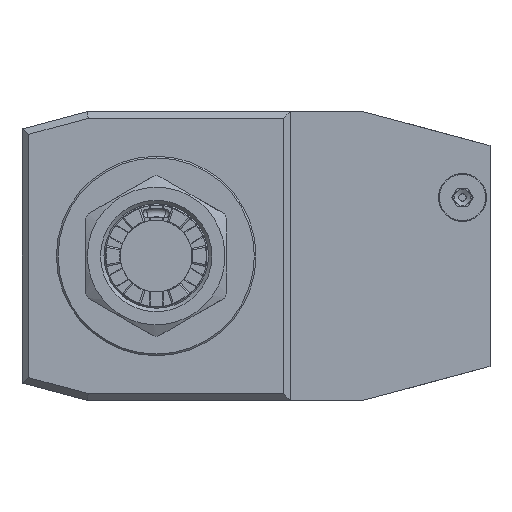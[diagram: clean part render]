
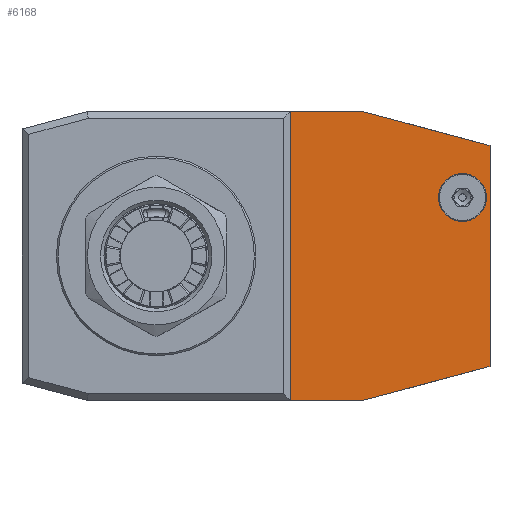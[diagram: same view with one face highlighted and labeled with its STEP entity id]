
A CAD part, left-side view. The second image highlights one B-rep face of the part: STEP entity #6168.
In plain terms, the highlighted planar face has unit normal (-1, 0, 0).
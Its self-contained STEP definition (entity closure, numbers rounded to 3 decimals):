
#344=LINE('',#8922,#893);
#345=LINE('',#8925,#894);
#346=LINE('',#8927,#895);
#347=LINE('',#8929,#896);
#348=LINE('',#8931,#897);
#349=LINE('',#8933,#898);
#893=VECTOR('',#7165,1000.);
#894=VECTOR('',#7166,1000.);
#895=VECTOR('',#7167,1000.);
#896=VECTOR('',#7168,1000.);
#897=VECTOR('',#7169,1000.);
#898=VECTOR('',#7170,1000.);
#1442=ORIENTED_EDGE('',*,*,#3296,.T.);
#1443=ORIENTED_EDGE('',*,*,#3297,.T.);
#1444=ORIENTED_EDGE('',*,*,#3298,.T.);
#1445=ORIENTED_EDGE('',*,*,#3299,.T.);
#1446=ORIENTED_EDGE('',*,*,#3300,.T.);
#1447=ORIENTED_EDGE('',*,*,#3301,.T.);
#1448=ORIENTED_EDGE('',*,*,#3302,.F.);
#3296=EDGE_CURVE('',#4223,#4223,#4852,.T.);
#3297=EDGE_CURVE('',#4224,#4225,#344,.T.);
#3298=EDGE_CURVE('',#4225,#4226,#345,.T.);
#3299=EDGE_CURVE('',#4226,#4227,#346,.T.);
#3300=EDGE_CURVE('',#4227,#4228,#347,.T.);
#3301=EDGE_CURVE('',#4228,#4229,#348,.T.);
#3302=EDGE_CURVE('',#4224,#4229,#349,.T.);
#4223=VERTEX_POINT('',#8921);
#4224=VERTEX_POINT('',#8923);
#4225=VERTEX_POINT('',#8924);
#4226=VERTEX_POINT('',#8926);
#4227=VERTEX_POINT('',#8928);
#4228=VERTEX_POINT('',#8930);
#4229=VERTEX_POINT('',#8932);
#4852=CIRCLE('',#6556,7.);
#5057=EDGE_LOOP('',(#1442));
#5058=EDGE_LOOP('',(#1443,#1444,#1445,#1446,#1447,#1448));
#5500=FACE_BOUND('',#5057,.T.);
#5501=FACE_BOUND('',#5058,.T.);
#5944=PLANE('',#6555);
#6168=ADVANCED_FACE('',(#5500,#5501),#5944,.F.);
#6555=AXIS2_PLACEMENT_3D('',#8919,#7161,#7162);
#6556=AXIS2_PLACEMENT_3D('',#8920,#7163,#7164);
#7161=DIRECTION('',(1.,0.,0.));
#7162=DIRECTION('',(0.,0.,-1.));
#7163=DIRECTION('',(1.,0.,0.));
#7164=DIRECTION('',(0.,0.,-1.));
#7165=DIRECTION('',(0.,-1.,0.));
#7166=DIRECTION('',(0.,-0.966,0.259));
#7167=DIRECTION('',(0.,0.,1.));
#7168=DIRECTION('',(0.,0.966,0.259));
#7169=DIRECTION('',(0.,1.,0.));
#7170=DIRECTION('',(0.,0.,1.));
#8919=CARTESIAN_POINT('',(-74.,-47.,-129.453));
#8920=CARTESIAN_POINT('',(-74.,-39.,17.));
#8921=CARTESIAN_POINT('',(-74.,-39.,10.));
#8922=CARTESIAN_POINT('',(-74.,-47.,-42.));
#8923=CARTESIAN_POINT('',(-74.,11.,-42.));
#8924=CARTESIAN_POINT('',(-74.,-10.,-42.));
#8925=CARTESIAN_POINT('',(-74.,-47.,-32.086));
#8926=CARTESIAN_POINT('',(-74.,-47.,-32.086));
#8927=CARTESIAN_POINT('',(-74.,-47.,-129.453));
#8928=CARTESIAN_POINT('',(-74.,-47.,32.086));
#8929=CARTESIAN_POINT('',(-74.,-10.,42.));
#8930=CARTESIAN_POINT('',(-74.,-10.,42.));
#8931=CARTESIAN_POINT('',(-74.,89.,42.));
#8932=CARTESIAN_POINT('',(-74.,11.,42.));
#8933=CARTESIAN_POINT('',(-74.,11.,-129.453));
